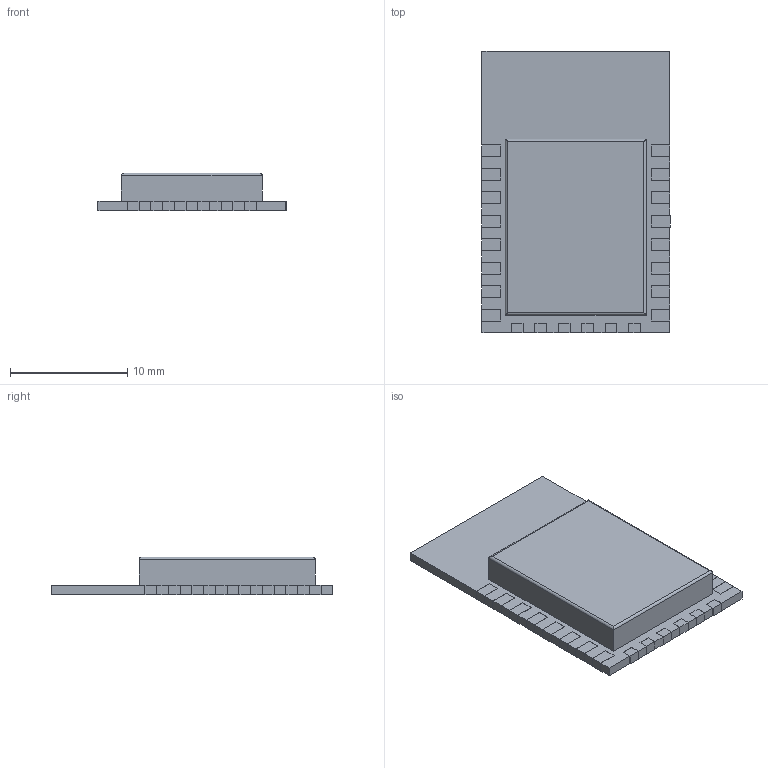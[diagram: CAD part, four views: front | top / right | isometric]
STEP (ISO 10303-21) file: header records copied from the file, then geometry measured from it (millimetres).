
FILE_DESCRIPTION((''),'2;1');
FILE_NAME('ESP-12F','2016-07-25T',('31033'),(''),'PRO/ENGINEER BY PARAMETRIC TECHNOLOGY CORPORATION, 2015240','PRO/ENGINEER BY PARAMETRIC TECHNOLOGY CORPORATION, 2015240','');
FILE_SCHEMA(('AUTOMOTIVE_DESIGN { 1 2 10303 214 0 1 1 1 }'));
Length unit declared in the file: millimetre
Products named in the file (1): ESP-12F
Bounding box: 16.04 x 24.01 x 3.21 mm (x, y, z)
Volume: 739.5 mm3; surface area: 959.9 mm2
Topology: 1 solids, 1 shells, 191 faces, 560 edges, 372 vertices
Faces by surface type: plane 187, cylinder 4
Entity records: 7004 total; most frequent: CARTESIAN_POINT 1157, ORIENTED_EDGE 1120, DIRECTION 938, EDGE_CURVE 560, VECTOR 556, LINE 556, VERTEX_POINT 372, EDGE_LOOP 192
